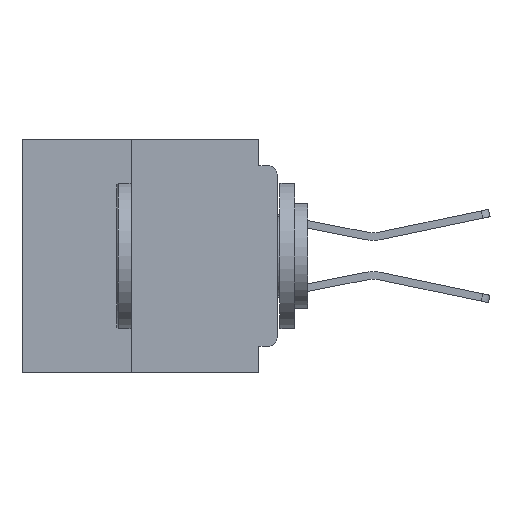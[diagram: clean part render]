
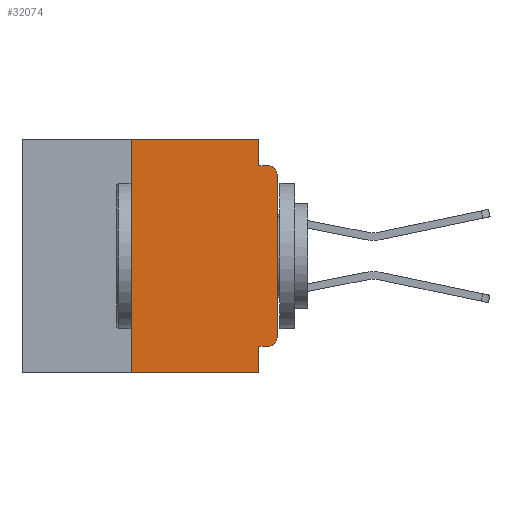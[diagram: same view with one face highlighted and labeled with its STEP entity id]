
A CAD part, left-side view. The second image highlights one B-rep face of the part: STEP entity #32074.
In plain terms, the highlighted planar face has unit normal (-1, 0, 0).
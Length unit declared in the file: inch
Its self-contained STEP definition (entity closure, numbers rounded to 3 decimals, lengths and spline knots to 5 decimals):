
#337 = DIRECTION ( 'NONE',  ( 0., 0., -1. ) ) ;
#972 = DIRECTION ( 'NONE',  ( -1., 0., 0. ) ) ;
#1129 = VECTOR ( 'NONE', #25693, 39.37008 ) ;
#1370 = CARTESIAN_POINT ( 'NONE',  ( 0., 0., -0.045 ) ) ;
#4290 = CARTESIAN_POINT ( 'NONE',  ( 0., 0.437, 0. ) ) ;
#4527 = CARTESIAN_POINT ( 'NONE',  ( 0., 0.031, 0. ) ) ;
#4630 = VECTOR ( 'NONE', #44312, 39.37008 ) ;
#4822 = VERTEX_POINT ( 'NONE', #16135 ) ;
#5246 = CARTESIAN_POINT ( 'NONE',  ( 0., 0.437, -0.4 ) ) ;
#5443 = FACE_OUTER_BOUND ( 'NONE', #20055, .T. ) ;
#7047 = CARTESIAN_POINT ( 'NONE',  ( 0., 0., 0. ) ) ;
#7329 = ORIENTED_EDGE ( 'NONE', *, *, #17335, .F. ) ;
#8256 = ORIENTED_EDGE ( 'NONE', *, *, #14760, .T. ) ;
#8664 = DIRECTION ( 'NONE',  ( 0., 0., -1. ) ) ;
#8681 = CARTESIAN_POINT ( 'NONE',  ( 0., 0.031, 0. ) ) ;
#9394 = VECTOR ( 'NONE', #23623, 39.37008 ) ;
#12564 = LINE ( 'NONE', #5246, #22251 ) ;
#13125 = AXIS2_PLACEMENT_3D ( 'NONE', #25627, #972, #29737 ) ;
#14515 = VERTEX_POINT ( 'NONE', #16685 ) ;
#14760 = EDGE_CURVE ( 'NONE', #20224, #46193, #38080, .T. ) ;
#15818 = ORIENTED_EDGE ( 'NONE', *, *, #35510, .F. ) ;
#16135 = CARTESIAN_POINT ( 'NONE',  ( 0., 0.25, 0. ) ) ;
#16685 = CARTESIAN_POINT ( 'NONE',  ( 0., 0.015, -0.355 ) ) ;
#17335 = EDGE_CURVE ( 'NONE', #14515, #22462, #44229, .T. ) ;
#18427 = CARTESIAN_POINT ( 'NONE',  ( 0., 0.015, -0.045 ) ) ;
#18595 = VECTOR ( 'NONE', #34246, 39.37008 ) ;
#20055 = EDGE_LOOP ( 'NONE', ( #30540, #8256, #42575, #47574, #37263, #15818, #44068, #24984, #7329, #42781 ) ) ;
#20224 = VERTEX_POINT ( 'NONE', #50412 ) ;
#20362 = LINE ( 'NONE', #7047, #9394 ) ;
#20877 = PLANE ( 'NONE',  #39979 ) ;
#22251 = VECTOR ( 'NONE', #30058, 39.37008 ) ;
#22462 = VERTEX_POINT ( 'NONE', #48230 ) ;
#23141 = DIRECTION ( 'NONE',  ( -1., 0., 0. ) ) ;
#23623 = DIRECTION ( 'NONE',  ( 0., 0., 1. ) ) ;
#23744 = CARTESIAN_POINT ( 'NONE',  ( 0., 0.031, -0.4 ) ) ;
#23795 = EDGE_CURVE ( 'NONE', #22462, #25532, #49570, .T. ) ;
#24212 = CARTESIAN_POINT ( 'NONE',  ( 0., 0.25, -0.4 ) ) ;
#24348 = CARTESIAN_POINT ( 'NONE',  ( 0., 0., -0.355 ) ) ;
#24892 = CIRCLE ( 'NONE', #13125, 0.015 ) ;
#24984 = ORIENTED_EDGE ( 'NONE', *, *, #23795, .F. ) ;
#24991 = DIRECTION ( 'NONE',  ( 1., 0., 0. ) ) ;
#25532 = VERTEX_POINT ( 'NONE', #47924 ) ;
#25627 = CARTESIAN_POINT ( 'NONE',  ( 0., 0.015, -0.34 ) ) ;
#25693 = DIRECTION ( 'NONE',  ( 0., -1., 0. ) ) ;
#29725 = EDGE_CURVE ( 'NONE', #4822, #47876, #32643, .T. ) ;
#29737 = DIRECTION ( 'NONE',  ( 0., 0., -1. ) ) ;
#30058 = DIRECTION ( 'NONE',  ( 0., -1., 0. ) ) ;
#30166 = CARTESIAN_POINT ( 'NONE',  ( 0., 0.25, -0.4 ) ) ;
#30368 = EDGE_CURVE ( 'NONE', #14515, #52153, #24892, .T. ) ;
#30540 = ORIENTED_EDGE ( 'NONE', *, *, #30689, .T. ) ;
#30689 = EDGE_CURVE ( 'NONE', #52153, #20224, #20362, .T. ) ;
#30787 = LINE ( 'NONE', #30166, #18595 ) ;
#30843 = AXIS2_PLACEMENT_3D ( 'NONE', #47662, #23141, #51744 ) ;
#31488 = EDGE_CURVE ( 'NONE', #47876, #37257, #49179, .T. ) ;
#32074 = ADVANCED_FACE ( 'NONE', ( #5443 ), #20877, .F. ) ;
#32643 = LINE ( 'NONE', #50187, #1129 ) ;
#34230 = DIRECTION ( 'NONE',  ( 0., -1., 0. ) ) ;
#34246 = DIRECTION ( 'NONE',  ( 0., 0., 1. ) ) ;
#35510 = EDGE_CURVE ( 'NONE', #49914, #4822, #30787, .T. ) ;
#37257 = VERTEX_POINT ( 'NONE', #44245 ) ;
#37263 = ORIENTED_EDGE ( 'NONE', *, *, #29725, .F. ) ;
#38080 = CIRCLE ( 'NONE', #30843, 0.015 ) ;
#38269 = VECTOR ( 'NONE', #8664, 39.37008 ) ;
#39097 = LINE ( 'NONE', #1370, #47449 ) ;
#39979 = AXIS2_PLACEMENT_3D ( 'NONE', #4290, #24991, #337 ) ;
#42575 = ORIENTED_EDGE ( 'NONE', *, *, #42729, .F. ) ;
#42729 = EDGE_CURVE ( 'NONE', #37257, #46193, #39097, .T. ) ;
#42781 = ORIENTED_EDGE ( 'NONE', *, *, #30368, .T. ) ;
#44068 = ORIENTED_EDGE ( 'NONE', *, *, #52445, .T. ) ;
#44229 = LINE ( 'NONE', #24348, #45526 ) ;
#44245 = CARTESIAN_POINT ( 'NONE',  ( 0., 0.031, -0.045 ) ) ;
#44312 = DIRECTION ( 'NONE',  ( 0., 0., -1. ) ) ;
#45526 = VECTOR ( 'NONE', #48846, 39.37008 ) ;
#46193 = VERTEX_POINT ( 'NONE', #18427 ) ;
#47449 = VECTOR ( 'NONE', #34230, 39.37008 ) ;
#47574 = ORIENTED_EDGE ( 'NONE', *, *, #31488, .F. ) ;
#47662 = CARTESIAN_POINT ( 'NONE',  ( 0., 0.015, -0.06 ) ) ;
#47876 = VERTEX_POINT ( 'NONE', #8681 ) ;
#47924 = CARTESIAN_POINT ( 'NONE',  ( 0., 0.031, -0.4 ) ) ;
#48230 = CARTESIAN_POINT ( 'NONE',  ( 0., 0.031, -0.355 ) ) ;
#48846 = DIRECTION ( 'NONE',  ( 0., 1., 0. ) ) ;
#49179 = LINE ( 'NONE', #4527, #38269 ) ;
#49570 = LINE ( 'NONE', #23744, #4630 ) ;
#49914 = VERTEX_POINT ( 'NONE', #24212 ) ;
#50187 = CARTESIAN_POINT ( 'NONE',  ( 0., 0.437, 0. ) ) ;
#50412 = CARTESIAN_POINT ( 'NONE',  ( 0., 0., -0.06 ) ) ;
#51744 = DIRECTION ( 'NONE',  ( 0., 0., -1. ) ) ;
#52153 = VERTEX_POINT ( 'NONE', #52580 ) ;
#52445 = EDGE_CURVE ( 'NONE', #49914, #25532, #12564, .T. ) ;
#52580 = CARTESIAN_POINT ( 'NONE',  ( 0., 0., -0.34 ) ) ;
